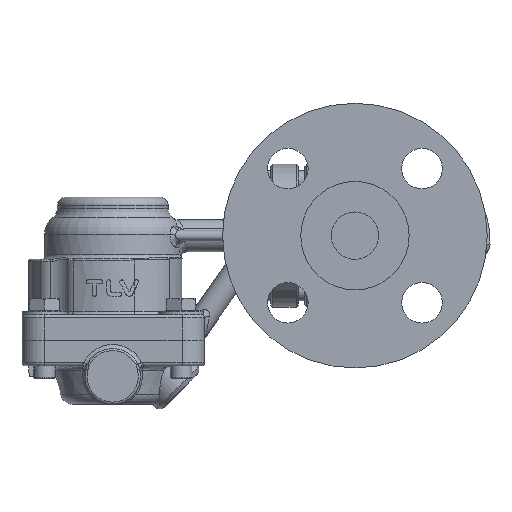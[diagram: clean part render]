
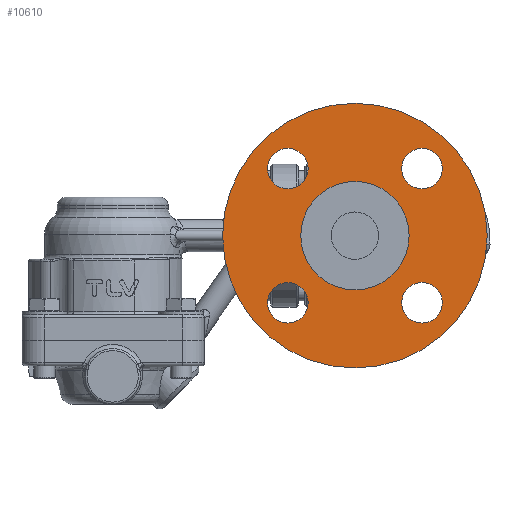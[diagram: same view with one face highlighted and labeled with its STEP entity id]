
A CAD part, front view. The second image highlights one B-rep face of the part: STEP entity #10610.
In plain terms, the highlighted planar face has unit normal (0, -1, 0).
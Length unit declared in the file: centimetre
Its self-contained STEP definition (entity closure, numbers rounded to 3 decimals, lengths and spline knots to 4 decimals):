
#2009=FACE_BOUND('',#3742,.T.);
#2010=FACE_BOUND('',#3743,.T.);
#2011=FACE_BOUND('',#3744,.T.);
#2012=FACE_BOUND('',#3745,.T.);
#2013=FACE_BOUND('',#3746,.T.);
#2933=FACE_OUTER_BOUND('',#3741,.T.);
#3741=EDGE_LOOP('',(#9653));
#3742=EDGE_LOOP('',(#9654));
#3743=EDGE_LOOP('',(#9655));
#3744=EDGE_LOOP('',(#9656));
#3745=EDGE_LOOP('',(#9657));
#3746=EDGE_LOOP('',(#9658));
#4391=CIRCLE('',#11842,6.2);
#4392=CIRCLE('',#11843,0.95);
#4393=CIRCLE('',#11844,0.95);
#4394=CIRCLE('',#11845,0.95);
#4395=CIRCLE('',#11846,0.95);
#4396=CIRCLE('',#11847,2.54);
#5316=VERTEX_POINT('',#23228);
#5317=VERTEX_POINT('',#23230);
#5318=VERTEX_POINT('',#23232);
#5319=VERTEX_POINT('',#23234);
#5320=VERTEX_POINT('',#23236);
#5321=VERTEX_POINT('',#23238);
#6777=EDGE_CURVE('',#5316,#5316,#4391,.T.);
#6778=EDGE_CURVE('',#5317,#5317,#4392,.T.);
#6779=EDGE_CURVE('',#5318,#5318,#4393,.T.);
#6780=EDGE_CURVE('',#5319,#5319,#4394,.T.);
#6781=EDGE_CURVE('',#5320,#5320,#4395,.T.);
#6782=EDGE_CURVE('',#5321,#5321,#4396,.T.);
#9653=ORIENTED_EDGE('',*,*,#6777,.F.);
#9654=ORIENTED_EDGE('',*,*,#6778,.T.);
#9655=ORIENTED_EDGE('',*,*,#6779,.T.);
#9656=ORIENTED_EDGE('',*,*,#6780,.T.);
#9657=ORIENTED_EDGE('',*,*,#6781,.T.);
#9658=ORIENTED_EDGE('',*,*,#6782,.F.);
#9947=PLANE('',#11841);
#10610=ADVANCED_FACE('',(#2933,#2009,#2010,#2011,#2012,#2013),#9947,.T.);
#11841=AXIS2_PLACEMENT_3D('',#23227,#14715,#14716);
#11842=AXIS2_PLACEMENT_3D('',#23229,#14717,#14718);
#11843=AXIS2_PLACEMENT_3D('',#23231,#14719,#14720);
#11844=AXIS2_PLACEMENT_3D('',#23233,#14721,#14722);
#11845=AXIS2_PLACEMENT_3D('',#23235,#14723,#14724);
#11846=AXIS2_PLACEMENT_3D('',#23237,#14725,#14726);
#11847=AXIS2_PLACEMENT_3D('',#23239,#14727,#14728);
#14715=DIRECTION('center_axis',(0.,-1.,0.));
#14716=DIRECTION('ref_axis',(1.,0.,0.));
#14717=DIRECTION('center_axis',(0.,1.,0.));
#14718=DIRECTION('ref_axis',(-1.,0.,0.));
#14719=DIRECTION('center_axis',(0.,1.,0.));
#14720=DIRECTION('ref_axis',(0.,0.,
1.));
#14721=DIRECTION('center_axis',(0.,1.,0.));
#14722=DIRECTION('ref_axis',(1.,0.,0.));
#14723=DIRECTION('center_axis',(0.,1.,0.));
#14724=DIRECTION('ref_axis',(0.,0.,
-1.));
#14725=DIRECTION('center_axis',(0.,1.,0.));
#14726=DIRECTION('ref_axis',(-1.,0.,0.));
#14727=DIRECTION('center_axis',(0.,-1.,0.));
#14728=DIRECTION('ref_axis',(-1.,0.,0.));
#23227=CARTESIAN_POINT('Origin',(8.5259,-0.4829,-2.2379));
#23228=CARTESIAN_POINT('',(14.7259,-0.4829,-2.2379));
#23229=CARTESIAN_POINT('Origin',(8.5259,-0.4829,-2.2379));
#23230=CARTESIAN_POINT('',(11.669,-0.4829,-6.331));
#23231=CARTESIAN_POINT('Origin',(11.669,-0.4829,-5.381));
#23232=CARTESIAN_POINT('',(4.4328,-0.4829,-5.381));
#23233=CARTESIAN_POINT('Origin',(5.3828,-0.4829,-5.381));
#23234=CARTESIAN_POINT('',(5.3828,-0.4829,1.8552));
#23235=CARTESIAN_POINT('Origin',(5.3828,-0.4829,0.9052));
#23236=CARTESIAN_POINT('',(12.619,-0.4829,0.9052));
#23237=CARTESIAN_POINT('Origin',(11.669,-0.4829,0.9052));
#23238=CARTESIAN_POINT('',(11.0659,-0.4829,-2.2379));
#23239=CARTESIAN_POINT('Origin',(8.5259,-0.4829,-2.2379));
